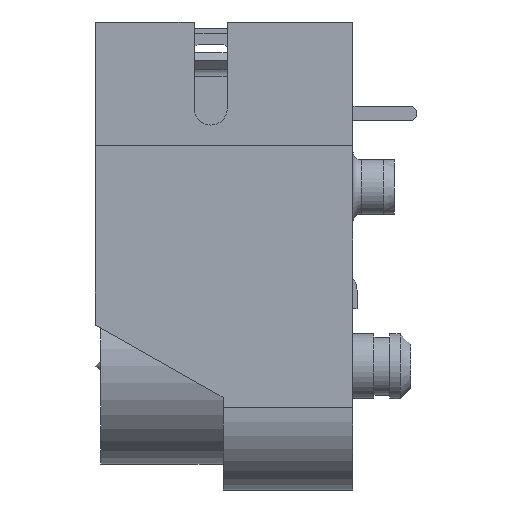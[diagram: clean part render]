
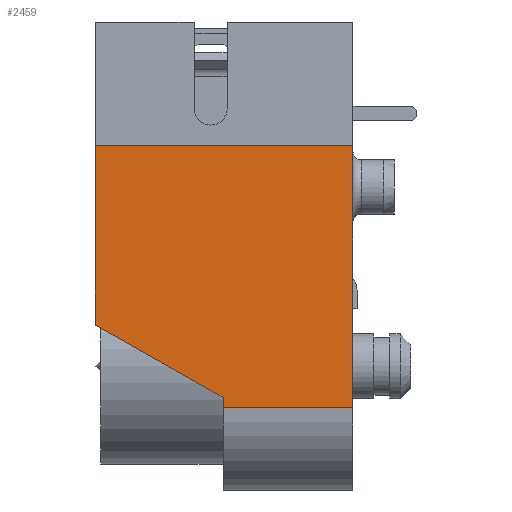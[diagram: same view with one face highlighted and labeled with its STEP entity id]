
A CAD part, left-side view. The second image highlights one B-rep face of the part: STEP entity #2459.
In plain terms, the highlighted planar face has unit normal (-1, 0, 0).
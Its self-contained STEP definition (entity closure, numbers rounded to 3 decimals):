
#2459 = ADVANCED_FACE( '', ( #5309 ), #5310, .F. );
#5309 = FACE_OUTER_BOUND( '', #8523, .T. );
#5310 = PLANE( '', #8524 );
#8523 = EDGE_LOOP( '', ( #16290, #16291, #16292, #16293, #16294, #16295 ) );
#8524 = AXIS2_PLACEMENT_3D( '', #16296, #16297, #16298 );
#16290 = ORIENTED_EDGE( '', *, *, #22938, .F. );
#16291 = ORIENTED_EDGE( '', *, *, #22667, .F. );
#16292 = ORIENTED_EDGE( '', *, *, #21312, .F. );
#16293 = ORIENTED_EDGE( '', *, *, #23326, .F. );
#16294 = ORIENTED_EDGE( '', *, *, #23327, .T. );
#16295 = ORIENTED_EDGE( '', *, *, #23328, .T. );
#16296 = CARTESIAN_POINT( '', ( -10.5, 0., 3.125 ) );
#16297 = DIRECTION( '', ( 1., 0., 0. ) );
#16298 = DIRECTION( '', ( 0., 0., -1. ) );
#21312 = EDGE_CURVE( '', #26458, #26454, #26460, .T. );
#22667 = EDGE_CURVE( '', #26454, #28499, #28513, .T. );
#22938 = EDGE_CURVE( '', #28499, #28880, #28882, .T. );
#23326 = EDGE_CURVE( '', #29374, #26458, #29375, .T. );
#23327 = EDGE_CURVE( '', #29374, #29376, #29377, .T. );
#23328 = EDGE_CURVE( '', #29376, #28880, #29378, .T. );
#26454 = VERTEX_POINT( '', #33592 );
#26458 = VERTEX_POINT( '', #33597 );
#26460 = LINE( '', #33599, #33600 );
#28499 = VERTEX_POINT( '', #36512 );
#28513 = LINE( '', #36532, #36533 );
#28880 = VERTEX_POINT( '', #37081 );
#28882 = LINE( '', #37084, #37085 );
#29374 = VERTEX_POINT( '', #37798 );
#29375 = LINE( '', #37799, #37800 );
#29376 = VERTEX_POINT( '', #37801 );
#29377 = LINE( '', #37802, #37803 );
#29378 = LINE( '', #37804, #37805 );
#33592 = CARTESIAN_POINT( '', ( -10.5, -6.35, -0.025 ) );
#33597 = CARTESIAN_POINT( '', ( -10.5, -6.35, 3.125 ) );
#33599 = CARTESIAN_POINT( '', ( -10.5, -6.35, 3.125 ) );
#33600 = VECTOR( '', #40477, 1000. );
#36512 = CARTESIAN_POINT( '', ( -10.5, -6.1, -0.025 ) );
#36532 = CARTESIAN_POINT( '', ( -10.5, 0., -0.025 ) );
#36533 = VECTOR( '', #41894, 1000. );
#37081 = CARTESIAN_POINT( '', ( -10.5, -4.35, -3.125 ) );
#37084 = CARTESIAN_POINT( '', ( -10.5, -5.974, -0.248 ) );
#37085 = VECTOR( '', #42140, 1000. );
#37798 = CARTESIAN_POINT( '', ( -10.5, 0., 3.125 ) );
#37799 = CARTESIAN_POINT( '', ( -10.5, 0., 3.125 ) );
#37800 = VECTOR( '', #42479, 1000. );
#37801 = CARTESIAN_POINT( '', ( -10.5, 0., -3.125 ) );
#37802 = CARTESIAN_POINT( '', ( -10.5, 0., 3.125 ) );
#37803 = VECTOR( '', #42480, 1000. );
#37804 = CARTESIAN_POINT( '', ( -10.5, 0., -3.125 ) );
#37805 = VECTOR( '', #42481, 1000. );
#40477 = DIRECTION( '', ( 0., 0., -1. ) );
#41894 = DIRECTION( '', ( 0., 1., 0. ) );
#42140 = DIRECTION( '', ( 0., 0.492, -0.871 ) );
#42479 = DIRECTION( '', ( 0., -1., 0. ) );
#42480 = DIRECTION( '', ( 0., 0., -1. ) );
#42481 = DIRECTION( '', ( 0., -1., 0. ) );
